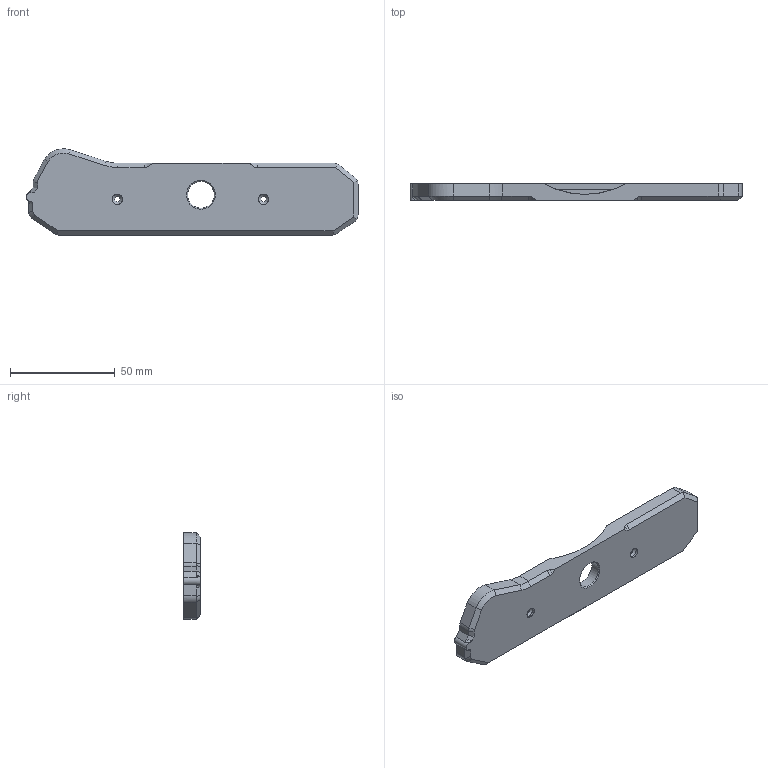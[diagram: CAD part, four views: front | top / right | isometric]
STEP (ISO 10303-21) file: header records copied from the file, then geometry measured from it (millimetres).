
FILE_DESCRIPTION(/* description */ (''),/* implementation_level */ '2;1');
FILE_NAME(/* name */ 'bottom plate.step',/* time_stamp */ '2020-06-08T16:45:04+02:00',/* author */ (''),/* organization */ (''),/* preprocessor_version */ 'ST-DEVELOPER v18.1',/* originating_system */ 'Autodesk Translation Framework v9.3.0.1241',/* authorisation */ '');
FILE_SCHEMA (('AUTOMOTIVE_DESIGN { 1 0 10303 214 3 1 1 }'));
Length unit declared in the file: millimetre
Products named in the file (1): bottom plate
Bounding box: 158.5 x 8 x 41.17 mm (x, y, z)
Volume: 28253 mm3; surface area: 14091 mm2
Topology: 1 solids, 1 shells, 67 faces, 186 edges, 122 vertices
Faces by surface type: plane 39, cylinder 21, cone 5, bspline 2
Full cylindrical faces by diameter (mm): 2 x1, 2.7 x2, 4.9 x2, 12.75 x1
Entity records: 2281 total; most frequent: CARTESIAN_POINT 479, ORIENTED_EDGE 372, DIRECTION 368, EDGE_CURVE 186, AXIS2_PLACEMENT_3D 125, VERTEX_POINT 122, LINE 118, VECTOR 118
